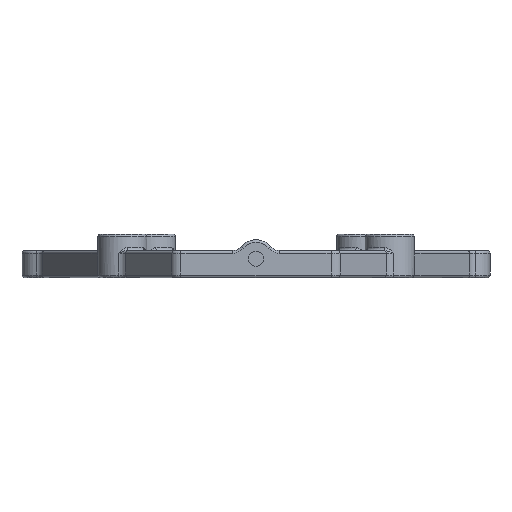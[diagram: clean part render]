
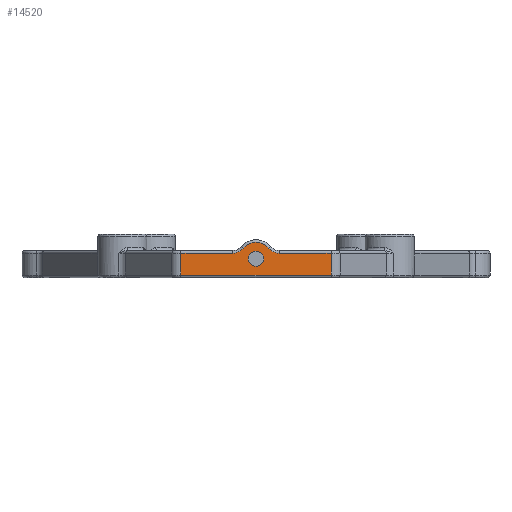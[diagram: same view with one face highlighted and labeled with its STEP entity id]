
A CAD part, front view. The second image highlights one B-rep face of the part: STEP entity #14520.
In plain terms, the highlighted planar face has unit normal (0, -1, 0).
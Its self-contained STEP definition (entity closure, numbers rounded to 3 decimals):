
#375=FACE_BOUND('',#5072,.T.);
#1845=LINE('',#24554,#3192);
#1883=LINE('',#25593,#3230);
#1885=LINE('',#25617,#3232);
#1932=LINE('',#25911,#3279);
#1934=LINE('',#25914,#3281);
#3192=VECTOR('',#18545,10.);
#3230=VECTOR('',#18933,10.);
#3232=VECTOR('',#18963,10.);
#3279=VECTOR('',#19442,10.);
#3281=VECTOR('',#19446,10.);
#4158=FACE_OUTER_BOUND('',#5071,.T.);
#5071=EDGE_LOOP('',(#12944,#12945,#12946,#12947,#12948,#12949,#12950,#12951));
#5072=EDGE_LOOP('',(#12952));
#5581=CIRCLE('',#15568,2.5);
#5584=CIRCLE('',#15572,3.);
#5587=CIRCLE('',#15576,2.5);
#5689=CIRCLE('',#15797,1.4);
#6843=VERTEX_POINT('',#24548);
#6844=VERTEX_POINT('',#24552);
#6918=VERTEX_POINT('',#25585);
#6920=VERTEX_POINT('',#25591);
#6922=VERTEX_POINT('',#25597);
#6924=VERTEX_POINT('',#25603);
#6926=VERTEX_POINT('',#25609);
#6928=VERTEX_POINT('',#25615);
#6960=VERTEX_POINT('',#25915);
#8661=EDGE_CURVE('',#6844,#6843,#1845,.T.);
#8828=EDGE_CURVE('',#6920,#6918,#1883,.T.);
#8831=EDGE_CURVE('',#6922,#6920,#5581,.T.);
#8834=EDGE_CURVE('',#6924,#6922,#5584,.T.);
#8837=EDGE_CURVE('',#6926,#6924,#5587,.T.);
#8840=EDGE_CURVE('',#6928,#6926,#1885,.T.);
#8986=EDGE_CURVE('',#6843,#6928,#1932,.T.);
#8988=EDGE_CURVE('',#6918,#6844,#1934,.T.);
#8989=EDGE_CURVE('',#6960,#6960,#5689,.T.);
#12944=ORIENTED_EDGE('',*,*,#8661,.F.);
#12945=ORIENTED_EDGE('',*,*,#8988,.F.);
#12946=ORIENTED_EDGE('',*,*,#8828,.F.);
#12947=ORIENTED_EDGE('',*,*,#8831,.F.);
#12948=ORIENTED_EDGE('',*,*,#8834,.F.);
#12949=ORIENTED_EDGE('',*,*,#8837,.F.);
#12950=ORIENTED_EDGE('',*,*,#8840,.F.);
#12951=ORIENTED_EDGE('',*,*,#8986,.F.);
#12952=ORIENTED_EDGE('',*,*,#8989,.T.);
#13694=PLANE('',#15796);
#14520=ADVANCED_FACE('',(#4158,#375),#13694,.T.);
#15568=AXIS2_PLACEMENT_3D('',#25599,#18939,#18940);
#15572=AXIS2_PLACEMENT_3D('',#25605,#18947,#18948);
#15576=AXIS2_PLACEMENT_3D('',#25611,#18955,#18956);
#15796=AXIS2_PLACEMENT_3D('',#25913,#19444,#19445);
#15797=AXIS2_PLACEMENT_3D('',#25916,#19447,#19448);
#18545=DIRECTION('',(-1.,0.,0.));
#18933=DIRECTION('',(1.,0.,0.));
#18939=DIRECTION('center_axis',(0.,-1.,0.));
#18940=DIRECTION('ref_axis',(-0.426,0.,-0.905));
#18947=DIRECTION('center_axis',(0.,1.,0.));
#18948=DIRECTION('ref_axis',(0.,0.,
1.));
#18955=DIRECTION('center_axis',(0.,-1.,0.));
#18956=DIRECTION('ref_axis',(0.426,0.,-0.905));
#18963=DIRECTION('',(1.,0.,0.));
#19442=DIRECTION('',(0.,0.,1.));
#19444=DIRECTION('center_axis',(0.,-1.,0.));
#19445=DIRECTION('ref_axis',(1.,0.,0.));
#19446=DIRECTION('',(0.,0.,-1.));
#19447=DIRECTION('center_axis',(0.,1.,0.));
#19448=DIRECTION('ref_axis',(1.,0.,0.));
#24548=CARTESIAN_POINT('',(-13.762,-50.942,19.5));
#24552=CARTESIAN_POINT('',(13.762,-50.942,19.5));
#24554=CARTESIAN_POINT('',(-7.405,-50.942,19.5));
#25585=CARTESIAN_POINT('',(13.762,-50.942,23.5));
#25591=CARTESIAN_POINT('',(4.243,-50.942,23.5));
#25593=CARTESIAN_POINT('',(-7.405,-50.942,23.5));
#25597=CARTESIAN_POINT('',(2.314,-50.942,24.409));
#25599=CARTESIAN_POINT('Origin',(4.243,-50.942,26.));
#25603=CARTESIAN_POINT('',(-2.314,-50.942,24.409));
#25605=CARTESIAN_POINT('Origin',(0.,-50.942,
22.5));
#25609=CARTESIAN_POINT('',(-4.243,-50.942,23.5));
#25611=CARTESIAN_POINT('Origin',(-4.243,-50.942,26.));
#25615=CARTESIAN_POINT('',(-13.762,-50.942,23.5));
#25617=CARTESIAN_POINT('',(-7.405,-50.942,23.5));
#25911=CARTESIAN_POINT('',(-13.762,-50.942,19.));
#25913=CARTESIAN_POINT('Origin',(-14.81,-50.942,19.));
#25914=CARTESIAN_POINT('',(13.762,-50.942,19.));
#25915=CARTESIAN_POINT('',(-1.4,-50.942,22.5));
#25916=CARTESIAN_POINT('Origin',(0.,-50.942,
22.5));
